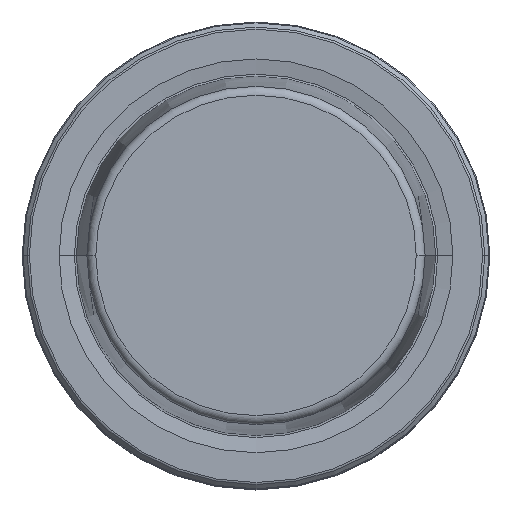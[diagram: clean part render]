
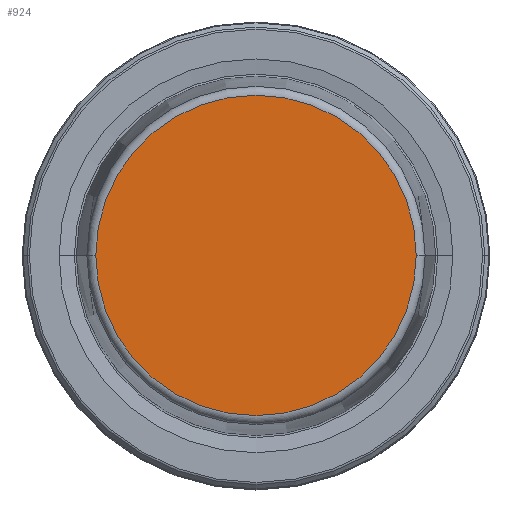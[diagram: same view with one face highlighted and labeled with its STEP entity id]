
A CAD part, top view. The second image highlights one B-rep face of the part: STEP entity #924.
In plain terms, the highlighted planar face has unit normal (0, 0, 1).
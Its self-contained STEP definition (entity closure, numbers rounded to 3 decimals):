
#5 = CARTESIAN_POINT ( 'NONE',  ( 21.581, 0., 31.9 ) ) ;
#77 = PLANE ( 'NONE',  #827 ) ;
#96 = FACE_OUTER_BOUND ( 'NONE', #172, .T. ) ;
#129 = CARTESIAN_POINT ( 'NONE',  ( 0., 0., 31.9 ) ) ;
#166 = CARTESIAN_POINT ( 'NONE',  ( -21.581, 0., 31.9 ) ) ;
#170 = VERTEX_POINT ( 'NONE', #5 ) ;
#172 = EDGE_LOOP ( 'NONE', ( #1099, #1279 ) ) ;
#182 = CARTESIAN_POINT ( 'NONE',  ( 0., 0., 31.9 ) ) ;
#219 = DIRECTION ( 'NONE',  ( 0., 0., 1. ) ) ;
#235 = AXIS2_PLACEMENT_3D ( 'NONE', #129, #821, #236 ) ;
#236 = DIRECTION ( 'NONE',  ( 1., 0., 0. ) ) ;
#289 = DIRECTION ( 'NONE',  ( -1., 0., 0. ) ) ;
#386 = AXIS2_PLACEMENT_3D ( 'NONE', #806, #219, #903 ) ;
#486 = CIRCLE ( 'NONE', #235, 21.581 ) ;
#710 = EDGE_CURVE ( 'NONE', #1147, #170, #1271, .T. ) ;
#806 = CARTESIAN_POINT ( 'NONE',  ( 0., 0., 31.9 ) ) ;
#821 = DIRECTION ( 'NONE',  ( 0., 0., 1. ) ) ;
#827 = AXIS2_PLACEMENT_3D ( 'NONE', #182, #870, #289 ) ;
#868 = EDGE_CURVE ( 'NONE', #170, #1147, #486, .T. ) ;
#870 = DIRECTION ( 'NONE',  ( 0., 0., -1. ) ) ;
#903 = DIRECTION ( 'NONE',  ( 1., 0., 0. ) ) ;
#924 = ADVANCED_FACE ( 'NONE', ( #96 ), #77, .F. ) ;
#1099 = ORIENTED_EDGE ( 'NONE', *, *, #868, .T. ) ;
#1147 = VERTEX_POINT ( 'NONE', #166 ) ;
#1271 = CIRCLE ( 'NONE', #386, 21.581 ) ;
#1279 = ORIENTED_EDGE ( 'NONE', *, *, #710, .T. ) ;
